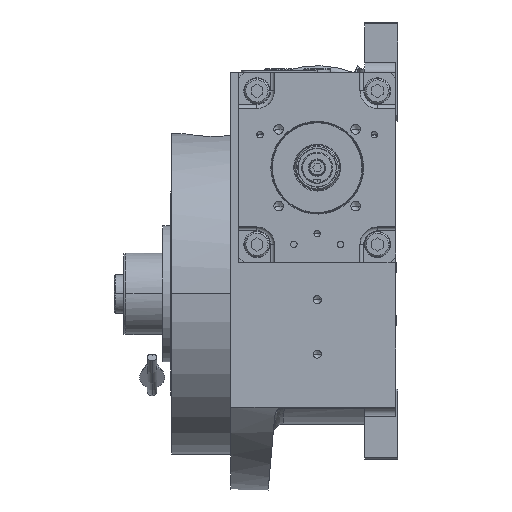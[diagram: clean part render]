
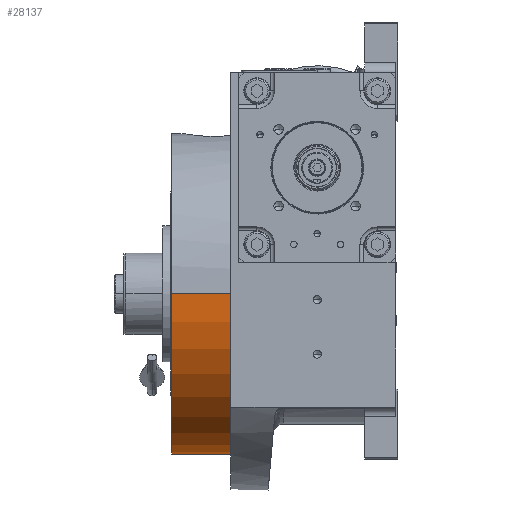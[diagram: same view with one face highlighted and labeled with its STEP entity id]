
A CAD part, left-side view. The second image highlights one B-rep face of the part: STEP entity #28137.
In plain terms, the highlighted cylindrical face has radius 82.5 mm (diameter 165 mm), a partial arc.
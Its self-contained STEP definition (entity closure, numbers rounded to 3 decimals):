
#1021 = FACE_OUTER_BOUND ( 'NONE', #44945, .T. ) ;
#1363 = CARTESIAN_POINT ( 'NONE',  ( 0., 0., 0. ) ) ;
#2491 = ORIENTED_EDGE ( 'NONE', *, *, #5195, .T. ) ;
#2636 = DIRECTION ( 'NONE',  ( 0., 0., 1. ) ) ;
#4956 = VERTEX_POINT ( 'NONE', #6829 ) ;
#5195 = EDGE_CURVE ( 'NONE', #4956, #42109, #50399, .T. ) ;
#6829 = CARTESIAN_POINT ( 'NONE',  ( -82.5, 0., 0. ) ) ;
#6945 = DIRECTION ( 'NONE',  ( 0., 0., -1. ) ) ;
#9215 = DIRECTION ( 'NONE',  ( 0., 0., 1. ) ) ;
#15439 = DIRECTION ( 'NONE',  ( 0., 0., 1. ) ) ;
#17056 = DIRECTION ( 'NONE',  ( 1., 0., 0. ) ) ;
#18380 = ORIENTED_EDGE ( 'NONE', *, *, #28786, .T. ) ;
#18991 = DIRECTION ( 'NONE',  ( 1., 0., 0. ) ) ;
#20800 = VERTEX_POINT ( 'NONE', #59826 ) ;
#21906 = VERTEX_POINT ( 'NONE', #33809 ) ;
#23335 = CYLINDRICAL_SURFACE ( 'NONE', #37052, 82.5 ) ;
#23897 = CARTESIAN_POINT ( 'NONE',  ( -82.5, 0., 0. ) ) ;
#28137 = ADVANCED_FACE ( 'NONE', ( #1021 ), #23335, .T. ) ;
#28200 = AXIS2_PLACEMENT_3D ( 'NONE', #45144, #9215, #18991 ) ;
#28786 = EDGE_CURVE ( 'NONE', #21906, #4956, #53782, .T. ) ;
#33218 = EDGE_CURVE ( 'NONE', #21906, #20800, #47531, .T. ) ;
#33809 = CARTESIAN_POINT ( 'NONE',  ( 82.5, 0., 0. ) ) ;
#37052 = AXIS2_PLACEMENT_3D ( 'NONE', #1363, #6945, #17056 ) ;
#40981 = CARTESIAN_POINT ( 'NONE',  ( 0., 0., 30.5 ) ) ;
#42109 = VERTEX_POINT ( 'NONE', #50152 ) ;
#42650 = AXIS2_PLACEMENT_3D ( 'NONE', #40981, #62289, #57044 ) ;
#44945 = EDGE_LOOP ( 'NONE', ( #2491, #66441, #58619, #18380 ) ) ;
#45144 = CARTESIAN_POINT ( 'NONE',  ( 0., 0., 0. ) ) ;
#47531 = LINE ( 'NONE', #68848, #48171 ) ;
#48171 = VECTOR ( 'NONE', #15439, 1000. ) ;
#50152 = CARTESIAN_POINT ( 'NONE',  ( -82.5, 0., 30.5 ) ) ;
#50214 = VECTOR ( 'NONE', #2636, 1000. ) ;
#50399 = LINE ( 'NONE', #23897, #50214 ) ;
#53782 = CIRCLE ( 'NONE', #28200, 82.5 ) ;
#54279 = EDGE_CURVE ( 'NONE', #20800, #42109, #60449, .T. ) ;
#57044 = DIRECTION ( 'NONE',  ( 1., 0., 0. ) ) ;
#58619 = ORIENTED_EDGE ( 'NONE', *, *, #33218, .F. ) ;
#59826 = CARTESIAN_POINT ( 'NONE',  ( 82.5, 0., 30.5 ) ) ;
#60449 = CIRCLE ( 'NONE', #42650, 82.5 ) ;
#62289 = DIRECTION ( 'NONE',  ( 0., 0., 1. ) ) ;
#66441 = ORIENTED_EDGE ( 'NONE', *, *, #54279, .F. ) ;
#68848 = CARTESIAN_POINT ( 'NONE',  ( 82.5, 0., 0. ) ) ;
